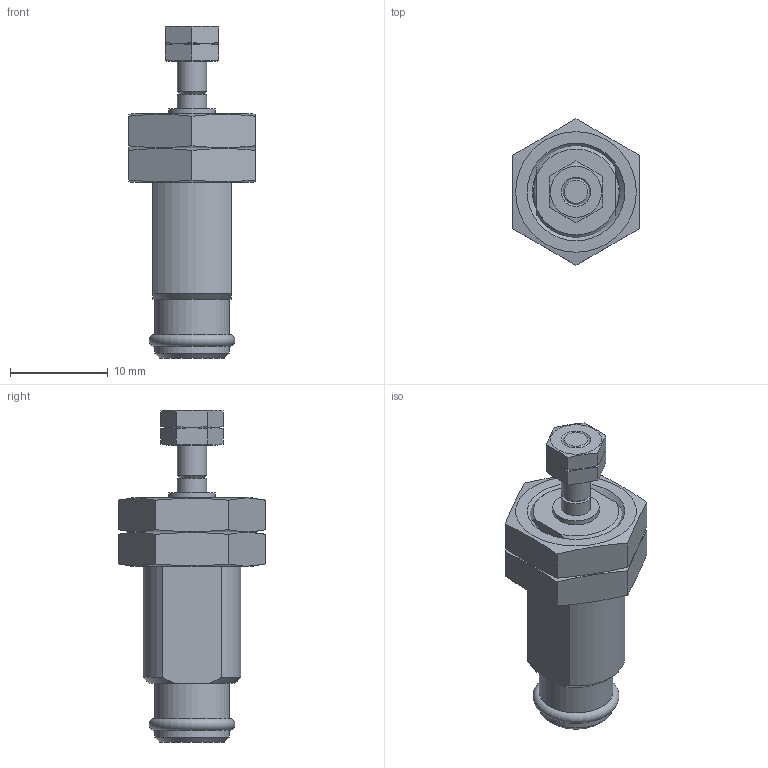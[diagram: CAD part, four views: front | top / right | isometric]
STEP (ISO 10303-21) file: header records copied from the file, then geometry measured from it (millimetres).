
FILE_DESCRIPTION(/* description */ ('STEP AP214'),/* implementation_level */ '2;1');
FILE_NAME(/* name */ '15034_EGZ-6-10',/* time_stamp */ '2024-08-27T14:49:41+02:00',/* author */ ('License CC BY-ND 4.0'),/* organization */ ('CADENAS'),/* preprocessor_version */ 'ST-DEVELOPER v19.3',/* originating_system */ 'PARTsolutions',/* authorisation */ ' ');
FILE_SCHEMA (('AUTOMOTIVE_DESIGN {1 0 10303 214 3 1 1}'));
Length unit declared in the file: millimetre
Products named in the file (5): 15034 EGZ-6-10---(0-1-2-0-1.8-2-0-3.5); 15034 EGZ-6-10---z(0-1-01.803.5); DIN439-B M 3; DIN-ISO261 M 10x1; 15034 EGZ-6-10k
Assembly tree (6 placements, depth 2):
  15034 EGZ-6-10---(0-1-2-0-1.8-2-0-3.5)
    15034 EGZ-6-10---z(0-1-01.803.5)
    DIN439-B M 3  x2
    DIN-ISO261 M 10x1  x2
    15034 EGZ-6-10k
Bounding box: 13 x 15.01 x 34 mm (x, y, z)
Volume: 2093.1 mm3; surface area: 2507.1 mm2
Topology: 6 solids, 6 shells, 85 faces, 184 edges, 118 vertices
Faces by surface type: plane 45, cone 24, cylinder 15, torus 1
Full cylindrical faces by diameter (mm): 2.459 x3, 3 x3, 4.8 x1, 6 x2, 7.6 x2, 8.917 x2
Entity records: 1599 total; most frequent: CARTESIAN_POINT 342, DIRECTION 236, ORIENTED_EDGE 188, AXIS2_PLACEMENT_3D 108, EDGE_CURVE 94, EDGE_LOOP 94, FACE_BOUND 94, VERTEX_POINT 74
